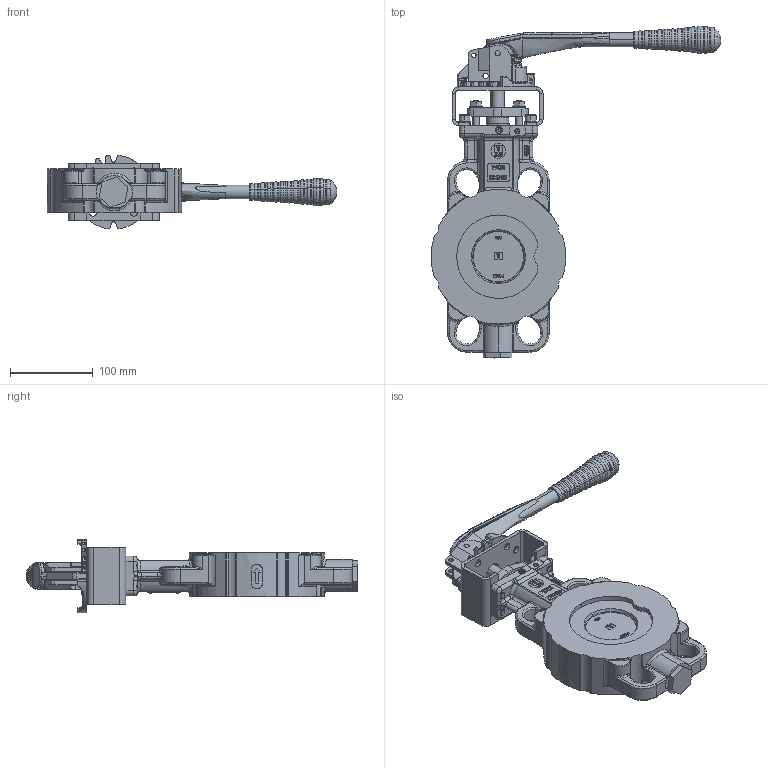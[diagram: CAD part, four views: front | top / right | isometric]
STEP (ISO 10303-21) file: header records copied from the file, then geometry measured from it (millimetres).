
FILE_DESCRIPTION (( 'STEP AP214' ), '1' );
FILE_NAME ('5590B10001.STEP', '2020-01-08T05:44:40', ( 'PC' ), ( '' ), 'SwSTEP 2.0', 'SolidWorks 2015', '' );
FILE_SCHEMA (( 'AUTOMOTIVE_DESIGN' ));
Length unit declared in the file: millimetre
Products named in the file (1): 5590B10001
Bounding box: 350.79 x 401.75 x 89.18 mm (x, y, z)
Volume: 1300461.2 mm3; surface area: 251165.1 mm2
Topology: 22 solids, 22 shells, 3574 faces, 9221 edges, 5884 vertices
Faces by surface type: plane 1481, bspline 1112, cylinder 583, torus 278, cone 102, sphere 18
Entity records: 207681 total; most frequent: CARTESIAN_POINT 88597, ORIENTED_EDGE 18332, DIRECTION 13380, EDGE_CURVE 9166, VERTEX_POINT 5884, LINE 4738, VECTOR 4738, AXIS2_PLACEMENT_3D 4321
